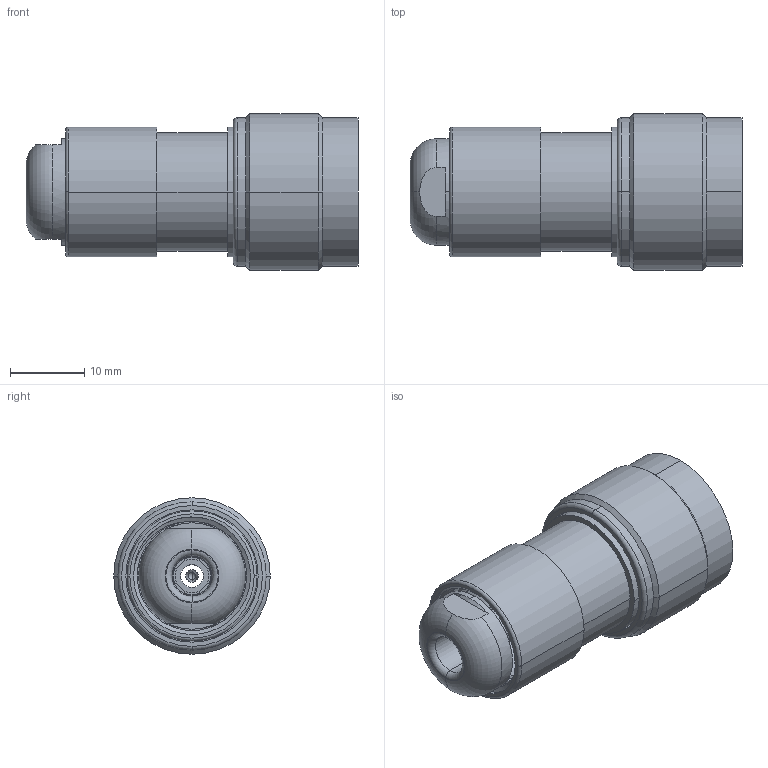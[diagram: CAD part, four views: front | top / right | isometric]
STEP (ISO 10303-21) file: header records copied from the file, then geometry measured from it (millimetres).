
FILE_DESCRIPTION((''),'2;1');
FILE_NAME('34000','2014-01-16T',('Mohan'),(''),'PRO/ENGINEER BY PARAMETRIC TECHNOLOGY CORPORATION, 2010100','PRO/ENGINEER BY PARAMETRIC TECHNOLOGY CORPORATION, 2010100','');
FILE_SCHEMA(('CONFIG_CONTROL_DESIGN'));
Length unit declared in the file: millimetre
Products named in the file (1): 34000
Bounding box: 44.58 x 21.01 x 21.01 mm (x, y, z)
Surface area: 4947 mm2 (no closed solid volume)
Topology: 0 solids, 15 shells, 85 faces, 267 edges, 184 vertices
Faces by surface type: cylinder 42, plane 15, cone 12, torus 10, bspline 4, sphere 2
Entity records: 5125 total; most frequent: CARTESIAN_POINT 2757, DIRECTION 526, ORIENTED_EDGE 411, EDGE_CURVE 265, AXIS2_PLACEMENT_3D 224, VERTEX_POINT 184, CIRCLE 143, EDGE_LOOP 95
